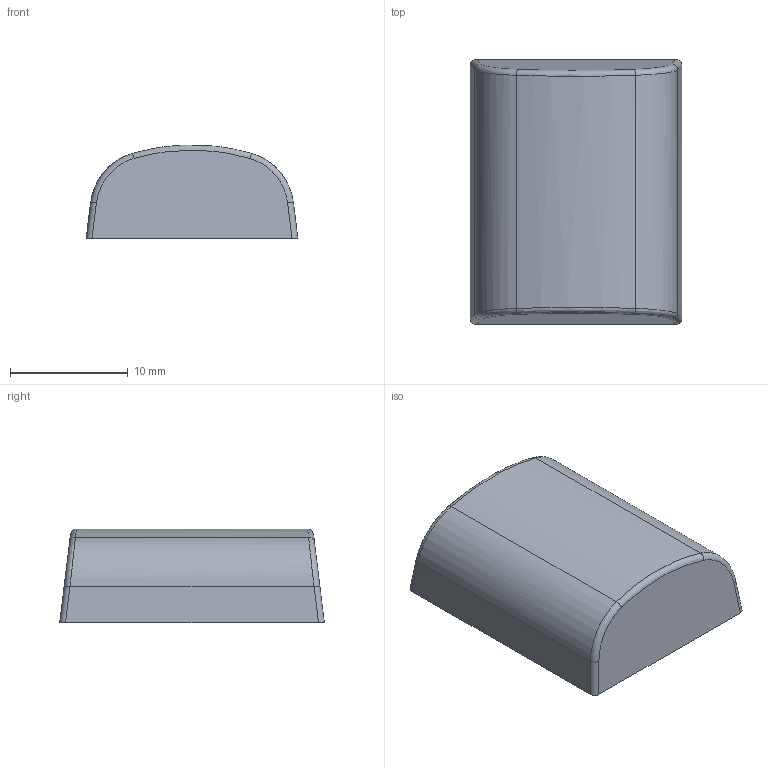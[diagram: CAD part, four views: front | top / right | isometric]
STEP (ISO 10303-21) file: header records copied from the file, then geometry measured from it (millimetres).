
FILE_DESCRIPTION(/* description */ (''),/* implementation_level */ '2;1');
FILE_NAME(/* name */ '1.25U H v2.step',/* time_stamp */ '2022-05-16T00:45:45+02:00',/* author */ (''),/* organization */ (''),/* preprocessor_version */ 'ST-DEVELOPER v18.1',/* originating_system */ 'Autodesk Translation Framework v10.14.0.1471',/* authorisation */ '');
FILE_SCHEMA (('AUTOMOTIVE_DESIGN { 1 0 10303 214 3 1 1 }'));
Length unit declared in the file: millimetre
Products named in the file (1): 1.25U H
Bounding box: 18 x 22.5 x 7.99 mm (x, y, z)
Volume: 1339.2 mm3; surface area: 1660.3 mm2
Topology: 1 solids, 1 shells, 71 faces, 184 edges, 120 vertices
Faces by surface type: plane 34, cylinder 31, bspline 6
Entity records: 2339 total; most frequent: CARTESIAN_POINT 510, DIRECTION 392, ORIENTED_EDGE 368, EDGE_CURVE 184, AXIS2_PLACEMENT_3D 142, VERTEX_POINT 120, LINE 108, VECTOR 108
